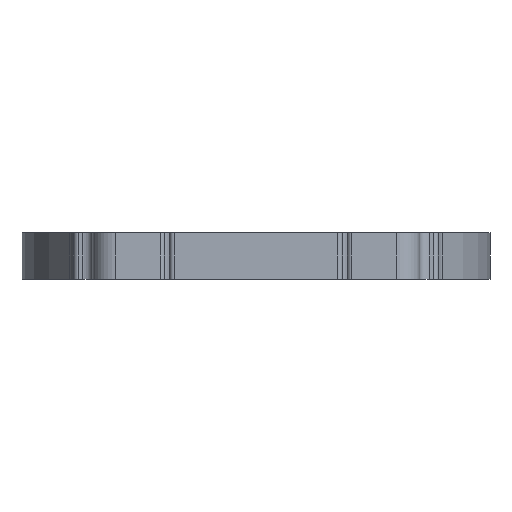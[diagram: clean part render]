
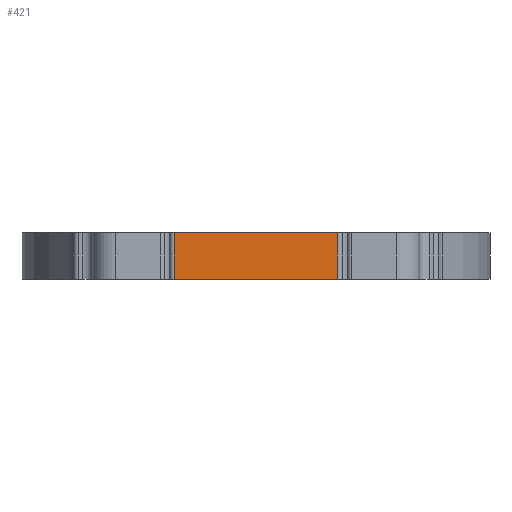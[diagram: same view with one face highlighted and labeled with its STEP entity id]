
A CAD part, front view. The second image highlights one B-rep face of the part: STEP entity #421.
In plain terms, the highlighted planar face has unit normal (0, -1, 0).
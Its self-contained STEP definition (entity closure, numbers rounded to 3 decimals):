
#14 = VERTEX_POINT ( 'NONE', #212 ) ;
#184 = EDGE_CURVE ( 'NONE', #846, #1930, #913, .T. ) ;
#209 = CARTESIAN_POINT ( 'NONE',  ( 17.5, -59., 5. ) ) ;
#212 = CARTESIAN_POINT ( 'NONE',  ( 8.75, -59., 0. ) ) ;
#297 = EDGE_CURVE ( 'NONE', #1930, #14, #1650, .T. ) ;
#361 = LINE ( 'NONE', #209, #1308 ) ;
#421 = ADVANCED_FACE ( 'NONE', ( #1474 ), #1596, .F. ) ;
#443 = VERTEX_POINT ( 'NONE', #980 ) ;
#473 = ORIENTED_EDGE ( 'NONE', *, *, #297, .T. ) ;
#595 = DIRECTION ( 'NONE',  ( -1., 0., 0. ) ) ;
#609 = CARTESIAN_POINT ( 'NONE',  ( -8.75, -59., 5. ) ) ;
#732 = ORIENTED_EDGE ( 'NONE', *, *, #1706, .F. ) ;
#737 = DIRECTION ( 'NONE',  ( 0., 0., -1. ) ) ;
#846 = VERTEX_POINT ( 'NONE', #609 ) ;
#887 = AXIS2_PLACEMENT_3D ( 'NONE', #2145, #908, #595 ) ;
#893 = EDGE_LOOP ( 'NONE', ( #473, #894, #732, #2011 ) ) ;
#894 = ORIENTED_EDGE ( 'NONE', *, *, #1409, .T. ) ;
#903 = DIRECTION ( 'NONE',  ( 0., 0., 1. ) ) ;
#908 = DIRECTION ( 'NONE',  ( 0., 1., 0. ) ) ;
#913 = LINE ( 'NONE', #1096, #1305 ) ;
#939 = VECTOR ( 'NONE', #903, 1000. ) ;
#980 = CARTESIAN_POINT ( 'NONE',  ( 8.75, -59., 5. ) ) ;
#1096 = CARTESIAN_POINT ( 'NONE',  ( -8.75, -59., 5. ) ) ;
#1203 = CARTESIAN_POINT ( 'NONE',  ( 8.75, -59., 5. ) ) ;
#1223 = DIRECTION ( 'NONE',  ( 1., 0., 0. ) ) ;
#1266 = VECTOR ( 'NONE', #2115, 1000. ) ;
#1305 = VECTOR ( 'NONE', #737, 1000. ) ;
#1308 = VECTOR ( 'NONE', #1223, 1000. ) ;
#1317 = CARTESIAN_POINT ( 'NONE',  ( 17.5, -59., 0. ) ) ;
#1409 = EDGE_CURVE ( 'NONE', #14, #443, #2054, .T. ) ;
#1474 = FACE_OUTER_BOUND ( 'NONE', #893, .T. ) ;
#1596 = PLANE ( 'NONE',  #887 ) ;
#1608 = CARTESIAN_POINT ( 'NONE',  ( -8.75, -59., 0. ) ) ;
#1650 = LINE ( 'NONE', #1317, #1266 ) ;
#1706 = EDGE_CURVE ( 'NONE', #846, #443, #361, .T. ) ;
#1930 = VERTEX_POINT ( 'NONE', #1608 ) ;
#2011 = ORIENTED_EDGE ( 'NONE', *, *, #184, .T. ) ;
#2054 = LINE ( 'NONE', #1203, #939 ) ;
#2115 = DIRECTION ( 'NONE',  ( 1., 0., 0. ) ) ;
#2145 = CARTESIAN_POINT ( 'NONE',  ( 17.5, -59., 5. ) ) ;
